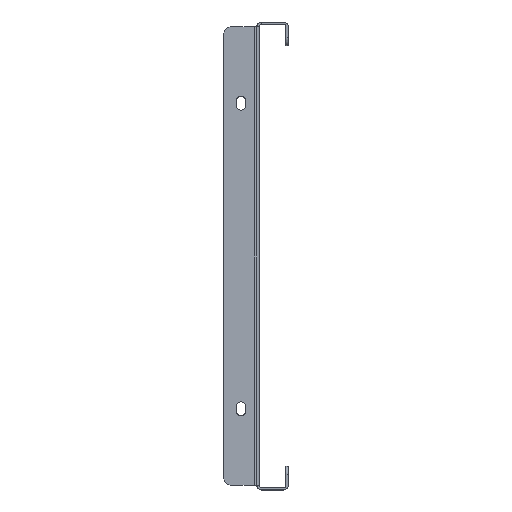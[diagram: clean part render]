
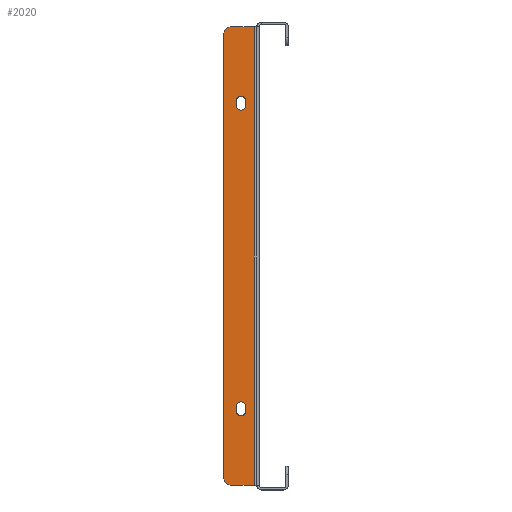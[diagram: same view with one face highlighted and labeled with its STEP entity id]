
A CAD part, left-side view. The second image highlights one B-rep face of the part: STEP entity #2020.
In plain terms, the highlighted planar face has unit normal (-1, 0, 0).
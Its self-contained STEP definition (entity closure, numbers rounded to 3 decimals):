
#238 = CARTESIAN_POINT ( 'NONE',  ( -396., 7.25, -95.25 ) ) ;
#481 = EDGE_LOOP ( 'NONE', ( #10264, #5897, #7239, #3995, #1746, #7963 ) ) ;
#511 = VERTEX_POINT ( 'NONE', #8233 ) ;
#766 = LINE ( 'NONE', #14752, #7836 ) ;
#800 = LINE ( 'NONE', #5470, #8884 ) ;
#824 = VERTEX_POINT ( 'NONE', #13700 ) ;
#911 = EDGE_CURVE ( 'NONE', #2169, #10223, #963, .T. ) ;
#963 = CIRCLE ( 'NONE', #2922, 5. ) ;
#1442 = CARTESIAN_POINT ( 'NONE',  ( -396., 16., 145.5 ) ) ;
#1475 = DIRECTION ( 'NONE',  ( 0., -1., 0. ) ) ;
#1514 = LINE ( 'NONE', #238, #6929 ) ;
#1746 = ORIENTED_EDGE ( 'NONE', *, *, #2506, .F. ) ;
#1755 = DIRECTION ( 'NONE',  ( -1., 0., 0. ) ) ;
#1892 = VERTEX_POINT ( 'NONE', #11027 ) ;
#1950 = EDGE_CURVE ( 'NONE', #10724, #824, #766, .T. ) ;
#1962 = VERTEX_POINT ( 'NONE', #12228 ) ;
#2020 = ADVANCED_FACE ( 'NONE', ( #4148, #7596, #12302 ), #10121, .T. ) ;
#2169 = VERTEX_POINT ( 'NONE', #1442 ) ;
#2235 = CARTESIAN_POINT ( 'NONE',  ( -396., 7.25, 95.25 ) ) ;
#2375 = CARTESIAN_POINT ( 'NONE',  ( -396., 7.25, 95.25 ) ) ;
#2381 = ORIENTED_EDGE ( 'NONE', *, *, #9170, .F. ) ;
#2506 = EDGE_CURVE ( 'NONE', #1892, #9433, #10261, .T. ) ;
#2535 = EDGE_LOOP ( 'NONE', ( #8907, #13739, #14270, #15098 ) ) ;
#2678 = EDGE_CURVE ( 'NONE', #511, #10223, #7171, .T. ) ;
#2711 = CARTESIAN_POINT ( 'NONE',  ( -396., 10., 98.75 ) ) ;
#2748 = CARTESIAN_POINT ( 'NONE',  ( -396., 0., 0. ) ) ;
#2922 = AXIS2_PLACEMENT_3D ( 'NONE', #10002, #5530, #5446 ) ;
#2949 = EDGE_CURVE ( 'NONE', #511, #9433, #14669, .T. ) ;
#3127 = CARTESIAN_POINT ( 'NONE',  ( -396., 21., -145.5 ) ) ;
#3327 = DIRECTION ( 'NONE',  ( 0., -1., 0. ) ) ;
#3328 = LINE ( 'NONE', #3405, #6945 ) ;
#3374 = DIRECTION ( 'NONE',  ( -1., 0., 0. ) ) ;
#3405 = CARTESIAN_POINT ( 'NONE',  ( -396., 0., 145.5 ) ) ;
#3414 = CARTESIAN_POINT ( 'NONE',  ( -396., 12.75, 95.25 ) ) ;
#3541 = LINE ( 'NONE', #2235, #13156 ) ;
#3995 = ORIENTED_EDGE ( 'NONE', *, *, #2949, .T. ) ;
#4092 = CARTESIAN_POINT ( 'NONE',  ( -396., 10., 95.25 ) ) ;
#4148 = FACE_BOUND ( 'NONE', #8824, .T. ) ;
#4264 = AXIS2_PLACEMENT_3D ( 'NONE', #4911, #9439, #5903 ) ;
#4487 = EDGE_CURVE ( 'NONE', #1962, #8080, #13376, .T. ) ;
#4911 = CARTESIAN_POINT ( 'NONE',  ( -396., 10., -98.75 ) ) ;
#5114 = CARTESIAN_POINT ( 'NONE',  ( -396., 12.75, -95.25 ) ) ;
#5172 = VERTEX_POINT ( 'NONE', #2375 ) ;
#5446 = DIRECTION ( 'NONE',  ( 0., -1., 0. ) ) ;
#5470 = CARTESIAN_POINT ( 'NONE',  ( -396., 1.5, 0. ) ) ;
#5530 = DIRECTION ( 'NONE',  ( -1., 0., 0. ) ) ;
#5657 = CARTESIAN_POINT ( 'NONE',  ( -396., 10., -95.25 ) ) ;
#5897 = ORIENTED_EDGE ( 'NONE', *, *, #911, .T. ) ;
#5903 = DIRECTION ( 'NONE',  ( 0., 1., 0. ) ) ;
#6188 = VERTEX_POINT ( 'NONE', #6637 ) ;
#6325 = CARTESIAN_POINT ( 'NONE',  ( -396., 7.25, -95.25 ) ) ;
#6423 = ORIENTED_EDGE ( 'NONE', *, *, #14862, .F. ) ;
#6493 = AXIS2_PLACEMENT_3D ( 'NONE', #2711, #11096, #8614 ) ;
#6637 = CARTESIAN_POINT ( 'NONE',  ( -396., 12.75, 95.25 ) ) ;
#6714 = EDGE_CURVE ( 'NONE', #824, #10829, #11145, .T. ) ;
#6929 = VECTOR ( 'NONE', #7349, 1000. ) ;
#6945 = VECTOR ( 'NONE', #14780, 1000. ) ;
#7011 = CARTESIAN_POINT ( 'NONE',  ( -396., 1.5, 145.5 ) ) ;
#7171 = LINE ( 'NONE', #9557, #8009 ) ;
#7239 = ORIENTED_EDGE ( 'NONE', *, *, #2678, .F. ) ;
#7248 = DIRECTION ( 'NONE',  ( 0., 0., -1. ) ) ;
#7349 = DIRECTION ( 'NONE',  ( 0., 0., 1. ) ) ;
#7596 = FACE_BOUND ( 'NONE', #2535, .T. ) ;
#7659 = VECTOR ( 'NONE', #14955, 1000. ) ;
#7751 = DIRECTION ( 'NONE',  ( 0., -1., 0. ) ) ;
#7769 = AXIS2_PLACEMENT_3D ( 'NONE', #4092, #13482, #1475 ) ;
#7798 = AXIS2_PLACEMENT_3D ( 'NONE', #5657, #3374, #10353 ) ;
#7836 = VECTOR ( 'NONE', #9817, 1000. ) ;
#7963 = ORIENTED_EDGE ( 'NONE', *, *, #12556, .T. ) ;
#7998 = CARTESIAN_POINT ( 'NONE',  ( -396., 16., -145.5 ) ) ;
#8009 = VECTOR ( 'NONE', #8175, 1000. ) ;
#8080 = VERTEX_POINT ( 'NONE', #10437 ) ;
#8175 = DIRECTION ( 'NONE',  ( 0., 0., 1. ) ) ;
#8233 = CARTESIAN_POINT ( 'NONE',  ( -396., 21., -140.5 ) ) ;
#8516 = AXIS2_PLACEMENT_3D ( 'NONE', #14938, #13782, #3327 ) ;
#8614 = DIRECTION ( 'NONE',  ( 0., -1., 0. ) ) ;
#8824 = EDGE_LOOP ( 'NONE', ( #2381, #12305, #13149, #6423 ) ) ;
#8884 = VECTOR ( 'NONE', #11271, 1000. ) ;
#8907 = ORIENTED_EDGE ( 'NONE', *, *, #10499, .F. ) ;
#8908 = AXIS2_PLACEMENT_3D ( 'NONE', #2748, #1755, #7751 ) ;
#9001 = EDGE_CURVE ( 'NONE', #2169, #9117, #3328, .T. ) ;
#9117 = VERTEX_POINT ( 'NONE', #7011 ) ;
#9170 = EDGE_CURVE ( 'NONE', #6188, #5172, #10958, .T. ) ;
#9433 = VERTEX_POINT ( 'NONE', #7998 ) ;
#9439 = DIRECTION ( 'NONE',  ( -1., 0., 0. ) ) ;
#9557 = CARTESIAN_POINT ( 'NONE',  ( -396., 21., 145.5 ) ) ;
#9817 = DIRECTION ( 'NONE',  ( 0., 0., -1. ) ) ;
#10002 = CARTESIAN_POINT ( 'NONE',  ( -396., 16., 140.5 ) ) ;
#10121 = PLANE ( 'NONE',  #8908 ) ;
#10223 = VERTEX_POINT ( 'NONE', #11147 ) ;
#10261 = LINE ( 'NONE', #3127, #7659 ) ;
#10264 = ORIENTED_EDGE ( 'NONE', *, *, #9001, .F. ) ;
#10353 = DIRECTION ( 'NONE',  ( 0., 1., 0. ) ) ;
#10437 = CARTESIAN_POINT ( 'NONE',  ( -396., 12.75, 98.75 ) ) ;
#10499 = EDGE_CURVE ( 'NONE', #11083, #10724, #11986, .T. ) ;
#10724 = VERTEX_POINT ( 'NONE', #5114 ) ;
#10829 = VERTEX_POINT ( 'NONE', #13671 ) ;
#10958 = CIRCLE ( 'NONE', #7769, 2.75 ) ;
#11027 = CARTESIAN_POINT ( 'NONE',  ( -396., 1.5, -145.5 ) ) ;
#11083 = VERTEX_POINT ( 'NONE', #6325 ) ;
#11096 = DIRECTION ( 'NONE',  ( -1., 0., 0. ) ) ;
#11145 = CIRCLE ( 'NONE', #4264, 2.75 ) ;
#11147 = CARTESIAN_POINT ( 'NONE',  ( -396., 21., 140.5 ) ) ;
#11271 = DIRECTION ( 'NONE',  ( 0., 0., 1. ) ) ;
#11798 = LINE ( 'NONE', #3414, #13813 ) ;
#11816 = EDGE_CURVE ( 'NONE', #10829, #11083, #1514, .T. ) ;
#11986 = CIRCLE ( 'NONE', #7798, 2.75 ) ;
#12228 = CARTESIAN_POINT ( 'NONE',  ( -396., 7.25, 98.75 ) ) ;
#12302 = FACE_OUTER_BOUND ( 'NONE', #481, .T. ) ;
#12305 = ORIENTED_EDGE ( 'NONE', *, *, #12664, .F. ) ;
#12556 = EDGE_CURVE ( 'NONE', #1892, #9117, #800, .T. ) ;
#12664 = EDGE_CURVE ( 'NONE', #8080, #6188, #11798, .T. ) ;
#13149 = ORIENTED_EDGE ( 'NONE', *, *, #4487, .F. ) ;
#13156 = VECTOR ( 'NONE', #14005, 1000. ) ;
#13376 = CIRCLE ( 'NONE', #6493, 2.75 ) ;
#13482 = DIRECTION ( 'NONE',  ( -1., 0., 0. ) ) ;
#13671 = CARTESIAN_POINT ( 'NONE',  ( -396., 7.25, -98.75 ) ) ;
#13700 = CARTESIAN_POINT ( 'NONE',  ( -396., 12.75, -98.75 ) ) ;
#13739 = ORIENTED_EDGE ( 'NONE', *, *, #11816, .F. ) ;
#13782 = DIRECTION ( 'NONE',  ( -1., 0., 0. ) ) ;
#13813 = VECTOR ( 'NONE', #7248, 1000. ) ;
#14005 = DIRECTION ( 'NONE',  ( 0., 0., 1. ) ) ;
#14270 = ORIENTED_EDGE ( 'NONE', *, *, #6714, .F. ) ;
#14669 = CIRCLE ( 'NONE', #8516, 5. ) ;
#14752 = CARTESIAN_POINT ( 'NONE',  ( -396., 12.75, -95.25 ) ) ;
#14780 = DIRECTION ( 'NONE',  ( 0., -1., 0. ) ) ;
#14862 = EDGE_CURVE ( 'NONE', #5172, #1962, #3541, .T. ) ;
#14938 = CARTESIAN_POINT ( 'NONE',  ( -396., 16., -140.5 ) ) ;
#14955 = DIRECTION ( 'NONE',  ( 0., 1., 0. ) ) ;
#15098 = ORIENTED_EDGE ( 'NONE', *, *, #1950, .F. ) ;
